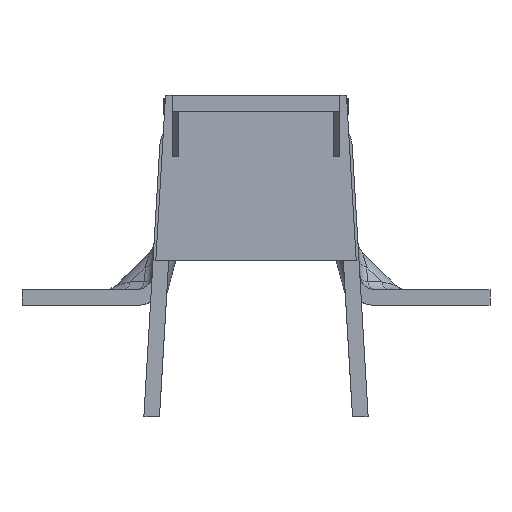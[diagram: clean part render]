
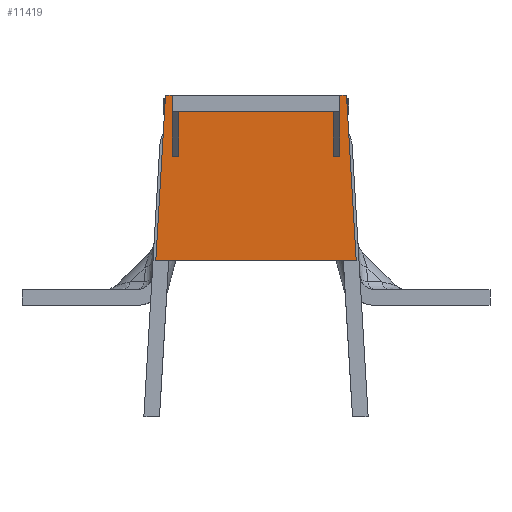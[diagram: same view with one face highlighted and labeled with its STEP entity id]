
A CAD part, left-side view. The second image highlights one B-rep face of the part: STEP entity #11419.
In plain terms, the highlighted planar face has unit normal (-1, 0, 0).
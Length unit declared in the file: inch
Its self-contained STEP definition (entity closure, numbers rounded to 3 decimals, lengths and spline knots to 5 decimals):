
#484 = AXIS2_PLACEMENT_3D ( 'NONE', #13916, #13928, #13929 ) ;
#3802 = CARTESIAN_POINT ( 'NONE',  ( -0.058, 0.14358, 1.68 ) ) ;
#3814 = CARTESIAN_POINT ( 'NONE',  ( -0.058, 1.5395, 1.68 ) ) ;
#3836 = CARTESIAN_POINT ( 'NONE',  ( -0.058, 1.4865, 1.18903 ) ) ;
#3839 = CARTESIAN_POINT ( 'NONE',  ( -0.058, 0.2505, 1.547 ) ) ;
#3862 = CARTESIAN_POINT ( 'NONE',  ( -0.058, 1.67122, 0.355 ) ) ;
#3937 = CARTESIAN_POINT ( 'NONE',  ( -0.058, 0.2505, 1.18903 ) ) ;
#4013 = CARTESIAN_POINT ( 'NONE',  ( -0.058, 0.1975, 1.18903 ) ) ;
#4026 = CARTESIAN_POINT ( 'NONE',  ( -0.058, 0.06578, 0.355 ) ) ;
#5167 = EDGE_CURVE ( 'NONE', #23250, #23086, #17314, .T. ) ;
#5198 = EDGE_CURVE ( 'NONE', #23161, #23237, #17356, .T. ) ;
#5203 = EDGE_CURVE ( 'NONE', #23642, #23060, #17373, .T. ) ;
#5227 = EDGE_CURVE ( 'NONE', #23642, #23038, #17421, .T. ) ;
#5230 = EDGE_CURVE ( 'NONE', #23327, #23237, #17427, .T. ) ;
#6052 = CARTESIAN_POINT ( 'NONE',  ( -0.058, 0.8685, 0.355 ) ) ;
#6054 = DIRECTION ( 'NONE',  ( 0., 1., 0. ) ) ;
#6180 = CARTESIAN_POINT ( 'NONE',  ( -0.058, 0.224, 1.18903 ) ) ;
#6188 = DIRECTION ( 'NONE',  ( 0., -1., 0. ) ) ;
#6207 = CARTESIAN_POINT ( 'NONE',  ( -0.058, 1.513, 1.18903 ) ) ;
#6213 = DIRECTION ( 'NONE',  ( 0., -1., 0. ) ) ;
#6308 = CARTESIAN_POINT ( 'NONE',  ( -0.058, 1.5395, 1.0175 ) ) ;
#6310 = DIRECTION ( 'NONE',  ( 0., 0., 1. ) ) ;
#6318 = CARTESIAN_POINT ( 'NONE',  ( -0.058, 0.1975, 1.0175 ) ) ;
#6320 = DIRECTION ( 'NONE',  ( 0., 0., -1. ) ) ;
#7116 = CARTESIAN_POINT ( 'NONE',  ( -0.058, 0.1975, 1.68 ) ) ;
#7244 = CARTESIAN_POINT ( 'NONE',  ( -0.058, 1.59342, 1.68 ) ) ;
#7471 = CARTESIAN_POINT ( 'NONE',  ( -0.058, 1.4865, 1.547 ) ) ;
#7525 = CARTESIAN_POINT ( 'NONE',  ( -0.058, 1.5395, 1.18903 ) ) ;
#8751 = LINE ( 'NONE', #16932, #8752 ) ;
#8752 = VECTOR ( 'NONE', #16933, 39.37008 ) ;
#8759 = LINE ( 'NONE', #16939, #8760 ) ;
#8760 = VECTOR ( 'NONE', #16940, 39.37008 ) ;
#8765 = LINE ( 'NONE', #16945, #8766 ) ;
#8766 = VECTOR ( 'NONE', #16946, 39.37008 ) ;
#8771 = LINE ( 'NONE', #16984, #8808 ) ;
#8786 = LINE ( 'NONE', #16970, #8787 ) ;
#8787 = VECTOR ( 'NONE', #16971, 39.37008 ) ;
#8790 = LINE ( 'NONE', #16974, #8791 ) ;
#8791 = VECTOR ( 'NONE', #16975, 39.37008 ) ;
#8808 = VECTOR ( 'NONE', #16993, 39.37008 ) ;
#8816 = LINE ( 'NONE', #17000, #8817 ) ;
#8817 = VECTOR ( 'NONE', #17001, 39.37008 ) ;
#10789 = FACE_OUTER_BOUND ( 'NONE', #22907, .T. ) ;
#11419 = ADVANCED_FACE ( 'NONE', ( #10789 ), #13917, .T. ) ;
#13916 = CARTESIAN_POINT ( 'NONE',  ( -0.058, 1.67122, 1.68 ) ) ;
#13917 = PLANE ( 'NONE',  #484 ) ;
#13928 = DIRECTION ( 'NONE',  ( -1., 0., 0. ) ) ;
#13929 = DIRECTION ( 'NONE',  ( 0., 0., -1. ) ) ;
#16932 = CARTESIAN_POINT ( 'NONE',  ( -0.058, 0.2505, 1.0175 ) ) ;
#16933 = DIRECTION ( 'NONE',  ( 0., 0., 1. ) ) ;
#16939 = CARTESIAN_POINT ( 'NONE',  ( -0.058, 0.8685, 1.547 ) ) ;
#16940 = DIRECTION ( 'NONE',  ( 0., 1., 0. ) ) ;
#16945 = CARTESIAN_POINT ( 'NONE',  ( -0.058, 1.4865, 1.0175 ) ) ;
#16946 = DIRECTION ( 'NONE',  ( 0., 0., -1. ) ) ;
#16970 = CARTESIAN_POINT ( 'NONE',  ( -0.058, 1.59342, 1.68 ) ) ;
#16971 = DIRECTION ( 'NONE',  ( 0., 0.059, -0.998 ) ) ;
#16974 = CARTESIAN_POINT ( 'NONE',  ( -0.058, 0.8685, 1.68 ) ) ;
#16975 = DIRECTION ( 'NONE',  ( 0., 1., 0. ) ) ;
#16984 = CARTESIAN_POINT ( 'NONE',  ( -0.058, 0.8685, 1.68 ) ) ;
#16993 = DIRECTION ( 'NONE',  ( 0., 1., 0. ) ) ;
#17000 = CARTESIAN_POINT ( 'NONE',  ( -0.058, 0.06578, 0.355 ) ) ;
#17001 = DIRECTION ( 'NONE',  ( 0., 0.059, 0.998 ) ) ;
#17314 = LINE ( 'NONE', #6052, #17315 ) ;
#17315 = VECTOR ( 'NONE', #6054, 39.37008 ) ;
#17356 = LINE ( 'NONE', #6180, #17367 ) ;
#17367 = VECTOR ( 'NONE', #6188, 39.37008 ) ;
#17373 = LINE ( 'NONE', #6207, #17376 ) ;
#17376 = VECTOR ( 'NONE', #6213, 39.37008 ) ;
#17421 = LINE ( 'NONE', #6308, #17422 ) ;
#17422 = VECTOR ( 'NONE', #6310, 39.37008 ) ;
#17427 = LINE ( 'NONE', #6318, #17428 ) ;
#17428 = VECTOR ( 'NONE', #6320, 39.37008 ) ;
#20667 = ORIENTED_EDGE ( 'NONE', *, *, #5167, .F. ) ;
#20668 = ORIENTED_EDGE ( 'NONE', *, *, #20859, .T. ) ;
#20670 = ORIENTED_EDGE ( 'NONE', *, *, #20870, .T. ) ;
#20675 = ORIENTED_EDGE ( 'NONE', *, *, #20861, .T. ) ;
#20678 = ORIENTED_EDGE ( 'NONE', *, *, #20848, .T. ) ;
#20680 = ORIENTED_EDGE ( 'NONE', *, *, #5227, .T. ) ;
#20682 = ORIENTED_EDGE ( 'NONE', *, *, #20845, .T. ) ;
#20684 = ORIENTED_EDGE ( 'NONE', *, *, #20874, .T. ) ;
#20687 = ORIENTED_EDGE ( 'NONE', *, *, #5203, .F. ) ;
#20841 = EDGE_CURVE ( 'NONE', #23161, #23063, #8751, .T. ) ;
#20845 = EDGE_CURVE ( 'NONE', #23063, #23602, #8759, .T. ) ;
#20848 = EDGE_CURVE ( 'NONE', #23602, #23060, #8765, .T. ) ;
#20859 = EDGE_CURVE ( 'NONE', #23427, #23086, #8786, .T. ) ;
#20861 = EDGE_CURVE ( 'NONE', #23025, #23327, #8790, .T. ) ;
#20870 = EDGE_CURVE ( 'NONE', #23038, #23427, #8771, .T. ) ;
#20874 = EDGE_CURVE ( 'NONE', #23250, #23025, #8816, .T. ) ;
#22523 = ORIENTED_EDGE ( 'NONE', *, *, #20841, .T. ) ;
#22524 = ORIENTED_EDGE ( 'NONE', *, *, #5198, .F. ) ;
#22527 = ORIENTED_EDGE ( 'NONE', *, *, #5230, .T. ) ;
#22907 = EDGE_LOOP ( 'NONE', ( #20682, #20678, #20687, #20680, #20670, #20668, #20667, #20684, #20675, #22527, #22524, #22523 ) ) ;
#23025 = VERTEX_POINT ( 'NONE', #3802 ) ;
#23038 = VERTEX_POINT ( 'NONE', #3814 ) ;
#23060 = VERTEX_POINT ( 'NONE', #3836 ) ;
#23063 = VERTEX_POINT ( 'NONE', #3839 ) ;
#23086 = VERTEX_POINT ( 'NONE', #3862 ) ;
#23161 = VERTEX_POINT ( 'NONE', #3937 ) ;
#23237 = VERTEX_POINT ( 'NONE', #4013 ) ;
#23250 = VERTEX_POINT ( 'NONE', #4026 ) ;
#23327 = VERTEX_POINT ( 'NONE', #7116 ) ;
#23427 = VERTEX_POINT ( 'NONE', #7244 ) ;
#23602 = VERTEX_POINT ( 'NONE', #7471 ) ;
#23642 = VERTEX_POINT ( 'NONE', #7525 ) ;
